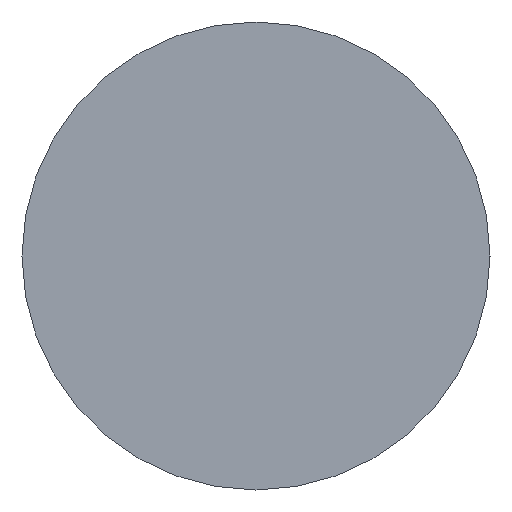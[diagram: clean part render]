
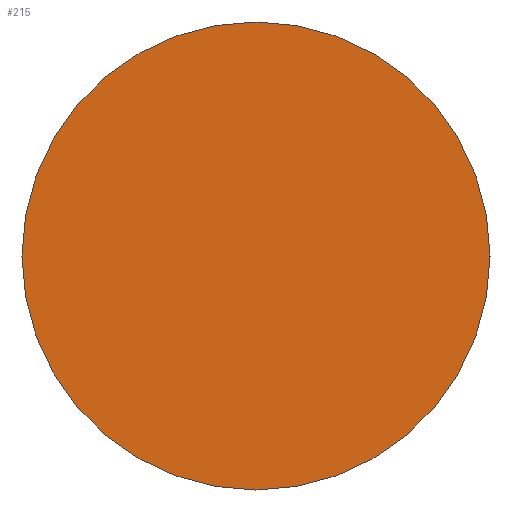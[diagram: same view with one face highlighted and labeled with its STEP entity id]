
A CAD part, left-side view. The second image highlights one B-rep face of the part: STEP entity #215.
In plain terms, the highlighted planar face has unit normal (-1, 0, 0).
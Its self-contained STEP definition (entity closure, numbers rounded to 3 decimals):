
#141 = CARTESIAN_POINT ( 'NONE',  ( -1.75, 0.75, 0.75 ) ) ;
#142 = VERTEX_POINT ( 'NONE', #141 ) ;
#149 = CARTESIAN_POINT ( 'NONE',  ( -1.75, -0.75, 0.75 ) ) ;
#150 = VERTEX_POINT ( 'NONE', #149 ) ;
#151 = CARTESIAN_POINT ( 'NONE',  ( -1.75, 0., 0.75 ) ) ;
#152 = DIRECTION ( 'NONE',  ( -1., 0., 0. ) ) ;
#153 = DIRECTION ( 'NONE',  ( 0., -1., 0. ) ) ;
#154 = AXIS2_PLACEMENT_3D ( 'NONE', #151, #152, #153 ) ;
#155 = CIRCLE ( 'NONE', #154, 0.75) ;
#156 = EDGE_CURVE ( 'NONE', #150, #142, #155, .T. ) ;
#191 = CARTESIAN_POINT ( 'NONE',  ( -1.75, 0., 0.75 ) ) ;
#192 = DIRECTION ( 'NONE',  ( -1., 0., 0. ) ) ;
#193 = DIRECTION ( 'NONE',  ( 0., -1., 0. ) ) ;
#194 = AXIS2_PLACEMENT_3D ( 'NONE', #191, #192, #193 ) ;
#195 = CIRCLE ( 'NONE', #194, 0.75) ;
#196 = EDGE_CURVE ( 'NONE', #142, #150, #195, .T. ) ;
#206 = ORIENTED_EDGE ( 'NONE', *, *, #156, .T. ) ;
#207 = ORIENTED_EDGE ( 'NONE', *, *, #196, .T. ) ;
#208 = EDGE_LOOP ( 'NONE', ( #206, #207 ) ) ;
#209 = FACE_OUTER_BOUND ( 'NONE', #208, .T. ) ;
#210 = CARTESIAN_POINT ( 'NONE',  ( -1.75, 0., 0. ) ) ;
#211 = DIRECTION ( 'NONE',  ( -1., 0., 0. ) ) ;
#212 = DIRECTION ( 'NONE',  ( 0., -1., 0. ) ) ;
#213 = AXIS2_PLACEMENT_3D ( 'NONE', #210, #211, #212 ) ;
#214 = PLANE ( 'NONE', #213 ) ;
#215 = ADVANCED_FACE ( 'NONE', ( #209 ), #214, .T. ) ;
